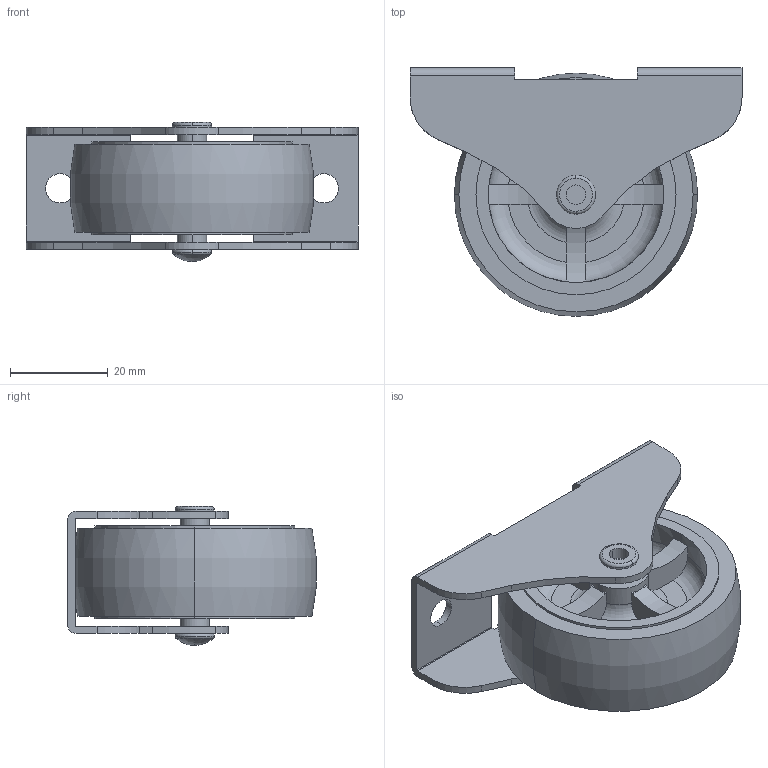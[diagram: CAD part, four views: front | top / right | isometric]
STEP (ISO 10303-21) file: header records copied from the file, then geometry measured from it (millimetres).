
FILE_DESCRIPTION(('STEP AP203'),'1');
FILE_NAME('e51_050.stp','2022-03-09T12:46:15',('TraceParts'),('TraceParts S.A.'),'Spatial InterOp 3D',' ',' ');
FILE_SCHEMA(('CONFIG_CONTROL_DESIGN'));
Length unit declared in the file: millimetre
Products named in the file (1): 1
Bounding box: 68 x 50.9 x 28.5 mm (x, y, z)
Volume: 28842.5 mm3; surface area: 17993.4 mm2
Topology: 3 solids, 3 shells, 152 faces, 404 edges, 263 vertices
Faces by surface type: plane 68, cylinder 54, torus 24, cone 4, sphere 2
Entity records: 5296 total; most frequent: CARTESIAN_POINT 1422, DIRECTION 814, ORIENTED_EDGE 808, EDGE_CURVE 404, AXIS2_PLACEMENT_3D 315, VERTEX_POINT 263, LINE 184, VECTOR 184
